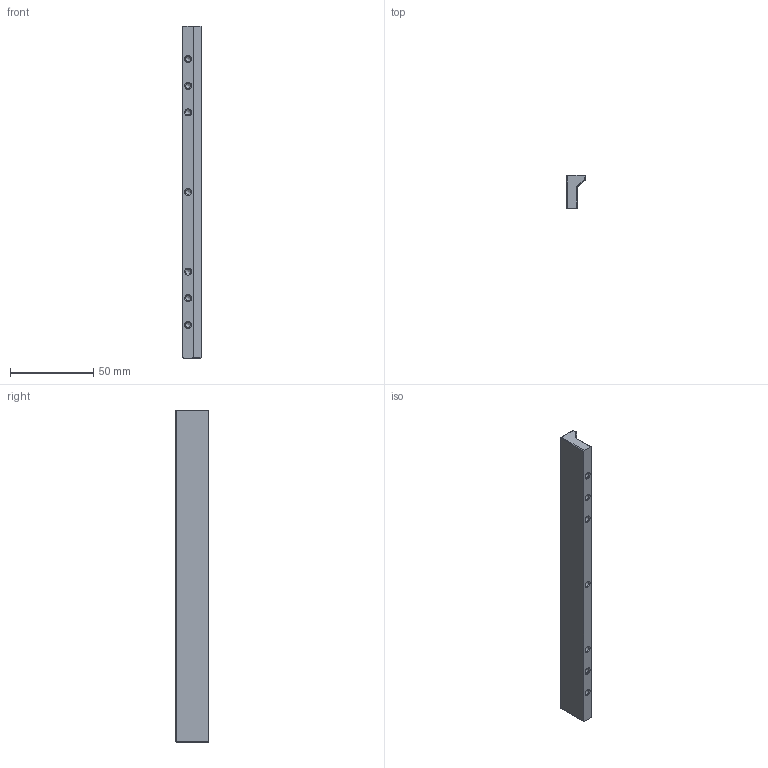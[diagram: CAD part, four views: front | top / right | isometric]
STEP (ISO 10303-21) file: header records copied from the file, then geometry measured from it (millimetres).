
FILE_DESCRIPTION(/* description */ (''),/* implementation_level */ '2;1');
FILE_NAME(/* name */ '0077_00.stp',/* time_stamp */ '2023-01-02T10:53:26+01:00',/* author */ ('jferrer'),/* organization */ (''),/* preprocessor_version */ 'ST-DEVELOPER v18.1',/* originating_system */ 'Autodesk Inventor 2022',/* authorisation */ '');
FILE_SCHEMA (('CONFIG_CONTROL_DESIGN'));
Length unit declared in the file: millimetre
Products named in the file (1): 0077_00
Bounding box: 11 x 20 x 200 mm (x, y, z)
Volume: 29207.2 mm3; surface area: 12853.8 mm2
Topology: 1 solids, 1 shells, 48 faces, 117 edges, 65 vertices
Faces by surface type: cylinder 20, cone 14, plane 8, sphere 6
Full cylindrical faces by diameter (mm): 3.242 x7
Entity records: 1357 total; most frequent: DIRECTION 254, CARTESIAN_POINT 218, ORIENTED_EDGE 208, EDGE_CURVE 104, AXIS2_PLACEMENT_3D 101, VERTEX_POINT 65, EDGE_LOOP 55, LINE 52
